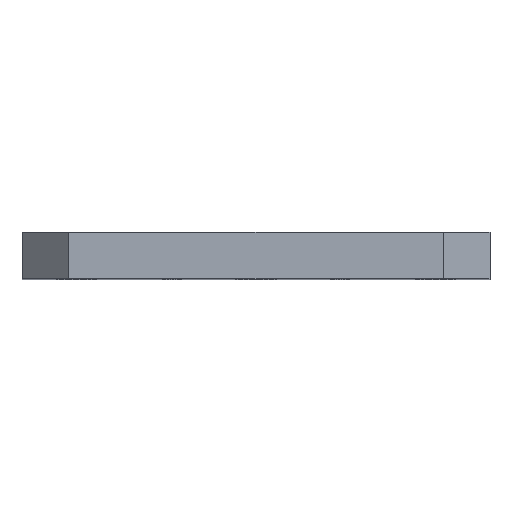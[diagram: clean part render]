
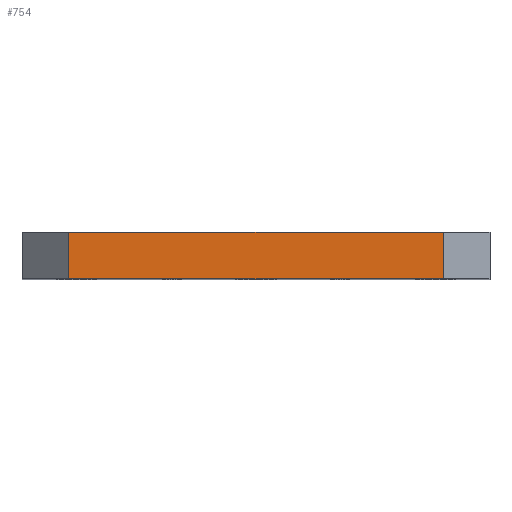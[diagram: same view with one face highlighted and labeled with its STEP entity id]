
A CAD part, top view. The second image highlights one B-rep face of the part: STEP entity #754.
In plain terms, the highlighted planar face has unit normal (0, 0, 1).
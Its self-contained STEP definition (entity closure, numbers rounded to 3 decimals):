
#54=PLANE('',#830);
#74=FACE_OUTER_BOUND('',#127,.T.);
#127=EDGE_LOOP('',(#587,#588,#589,#590));
#186=LINE('',#1149,#249);
#200=LINE('',#1211,#263);
#201=LINE('',#1214,#264);
#202=LINE('',#1215,#265);
#249=VECTOR('',#918,10.);
#263=VECTOR('',#978,10.);
#264=VECTOR('',#981,10.);
#265=VECTOR('',#982,10.);
#357=VERTEX_POINT('',#1146);
#358=VERTEX_POINT('',#1148);
#383=VERTEX_POINT('',#1209);
#384=VERTEX_POINT('',#1213);
#431=EDGE_CURVE('',#357,#358,#186,.T.);
#463=EDGE_CURVE('',#358,#383,#200,.T.);
#464=EDGE_CURVE('',#384,#357,#201,.T.);
#465=EDGE_CURVE('',#383,#384,#202,.T.);
#587=ORIENTED_EDGE('',*,*,#463,.F.);
#588=ORIENTED_EDGE('',*,*,#431,.F.);
#589=ORIENTED_EDGE('',*,*,#464,.F.);
#590=ORIENTED_EDGE('',*,*,#465,.F.);
#754=ADVANCED_FACE('',(#74),#54,.T.);
#830=AXIS2_PLACEMENT_3D('',#1212,#979,#980);
#918=DIRECTION('',(-1.,0.,0.));
#978=DIRECTION('',(0.,1.,0.));
#979=DIRECTION('center_axis',(0.,0.,1.));
#980=DIRECTION('ref_axis',(1.,0.,0.));
#981=DIRECTION('',(0.,-1.,0.));
#982=DIRECTION('',(1.,0.,0.));
#1146=CARTESIAN_POINT('',(24.,0.,30.));
#1148=CARTESIAN_POINT('',(-24.,0.,30.));
#1149=CARTESIAN_POINT('',(30.,0.,30.));
#1209=CARTESIAN_POINT('',(-24.,6.,30.));
#1211=CARTESIAN_POINT('',(-24.,0.,30.));
#1212=CARTESIAN_POINT('Origin',(-30.,0.,30.));
#1213=CARTESIAN_POINT('',(24.,6.,30.));
#1214=CARTESIAN_POINT('',(24.,0.,30.));
#1215=CARTESIAN_POINT('',(30.,6.,30.));
